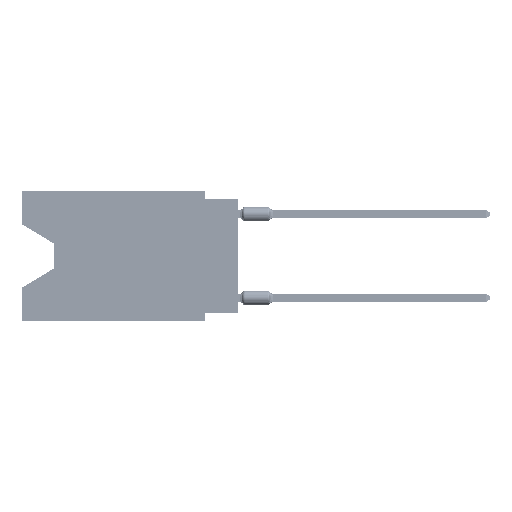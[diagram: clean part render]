
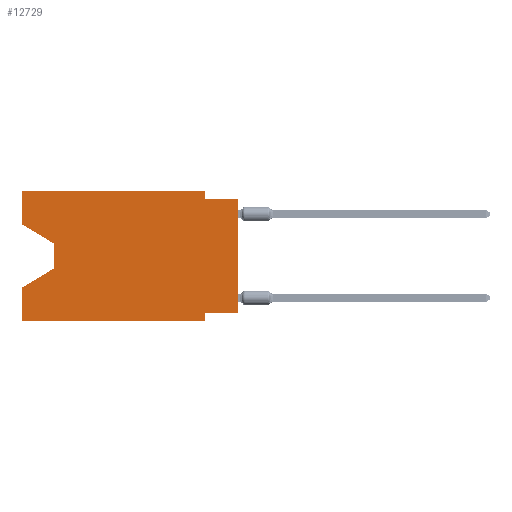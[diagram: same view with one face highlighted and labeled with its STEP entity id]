
A CAD part, left-side view. The second image highlights one B-rep face of the part: STEP entity #12729.
In plain terms, the highlighted planar face has unit normal (-1, 0, 0).
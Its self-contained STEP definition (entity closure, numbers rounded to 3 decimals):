
#810 = LINE ( 'NONE', #6463, #7168 ) ;
#3520 = DIRECTION ( 'NONE',  ( 0., 0., -1. ) ) ;
#4004 = VERTEX_POINT ( 'NONE', #74294 ) ;
#4167 = CARTESIAN_POINT ( 'NONE',  ( 0., 16.383, 0. ) ) ;
#5556 = DIRECTION ( 'NONE',  ( 0., -0.855, -0.519 ) ) ;
#5615 = DIRECTION ( 'NONE',  ( 0., 0.855, -0.519 ) ) ;
#5624 = CARTESIAN_POINT ( 'NONE',  ( 0., 0., -0.635 ) ) ;
#5982 = LINE ( 'NONE', #63028, #7381 ) ;
#6463 = CARTESIAN_POINT ( 'NONE',  ( 0., 16.383, 0. ) ) ;
#7044 = LINE ( 'NONE', #58421, #46388 ) ;
#7168 = VECTOR ( 'NONE', #22750, 1000. ) ;
#7381 = VECTOR ( 'NONE', #5615, 1000. ) ;
#8822 = LINE ( 'NONE', #37524, #40318 ) ;
#8829 = ORIENTED_EDGE ( 'NONE', *, *, #12071, .T. ) ;
#10496 = CARTESIAN_POINT ( 'NONE',  ( 0., 0., -9.271 ) ) ;
#12030 = EDGE_CURVE ( 'NONE', #39426, #58906, #7044, .T. ) ;
#12071 = EDGE_CURVE ( 'NONE', #69424, #4004, #28981, .T. ) ;
#12590 = DIRECTION ( 'NONE',  ( 0., 0., -1. ) ) ;
#12729 = ADVANCED_FACE ( 'NONE', ( #68081 ), #16725, .F. ) ;
#13075 = CARTESIAN_POINT ( 'NONE',  ( 0., 0., -9.271 ) ) ;
#13819 = CARTESIAN_POINT ( 'NONE',  ( 0., 16.383, -2.546 ) ) ;
#14636 = EDGE_CURVE ( 'NONE', #60215, #52012, #810, .T. ) ;
#15424 = DIRECTION ( 'NONE',  ( 0., 1., 0. ) ) ;
#16725 = PLANE ( 'NONE',  #53674 ) ;
#18013 = CARTESIAN_POINT ( 'NONE',  ( 0., 16.383, -2.546 ) ) ;
#18242 = CARTESIAN_POINT ( 'NONE',  ( 0., 2.54, -0.635 ) ) ;
#18306 = ORIENTED_EDGE ( 'NONE', *, *, #57200, .T. ) ;
#18715 = DIRECTION ( 'NONE',  ( 0., -1., 0. ) ) ;
#18860 = ORIENTED_EDGE ( 'NONE', *, *, #56679, .T. ) ;
#19131 = DIRECTION ( 'NONE',  ( 0., 0., 1. ) ) ;
#19701 = VERTEX_POINT ( 'NONE', #59192 ) ;
#20332 = LINE ( 'NONE', #10496, #21154 ) ;
#21154 = VECTOR ( 'NONE', #15424, 1000. ) ;
#22750 = DIRECTION ( 'NONE',  ( 0., -1., 0. ) ) ;
#23012 = LINE ( 'NONE', #5624, #47325 ) ;
#23493 = VECTOR ( 'NONE', #25707, 1000. ) ;
#23568 = LINE ( 'NONE', #64319, #29274 ) ;
#24048 = CARTESIAN_POINT ( 'NONE',  ( 0., 16.383, -7.36 ) ) ;
#25707 = DIRECTION ( 'NONE',  ( 0., 0., 1. ) ) ;
#28168 = ORIENTED_EDGE ( 'NONE', *, *, #12030, .F. ) ;
#28981 = LINE ( 'NONE', #64812, #52374 ) ;
#29274 = VECTOR ( 'NONE', #12590, 1000. ) ;
#29413 = CARTESIAN_POINT ( 'NONE',  ( 0., 2.54, -9.271 ) ) ;
#29463 = EDGE_CURVE ( 'NONE', #52012, #42055, #8822, .T. ) ;
#29872 = EDGE_CURVE ( 'NONE', #36403, #60215, #61556, .T. ) ;
#31535 = LINE ( 'NONE', #47420, #61588 ) ;
#31706 = VERTEX_POINT ( 'NONE', #13075 ) ;
#34279 = LINE ( 'NONE', #18013, #64566 ) ;
#35761 = DIRECTION ( 'NONE',  ( 0., 0., -1. ) ) ;
#36403 = VERTEX_POINT ( 'NONE', #13819 ) ;
#37524 = CARTESIAN_POINT ( 'NONE',  ( 0., 2.54, 0. ) ) ;
#39396 = DIRECTION ( 'NONE',  ( 1., 0., 0. ) ) ;
#39426 = VERTEX_POINT ( 'NONE', #49205 ) ;
#40318 = VECTOR ( 'NONE', #49238, 1000. ) ;
#40899 = EDGE_CURVE ( 'NONE', #42410, #19701, #23568, .T. ) ;
#41107 = EDGE_CURVE ( 'NONE', #42055, #66696, #23012, .T. ) ;
#42055 = VERTEX_POINT ( 'NONE', #18242 ) ;
#42410 = VERTEX_POINT ( 'NONE', #29413 ) ;
#43083 = CARTESIAN_POINT ( 'NONE',  ( 0., 16.383, 0. ) ) ;
#45312 = DIRECTION ( 'NONE',  ( 0., -1., 0. ) ) ;
#46388 = VECTOR ( 'NONE', #19131, 1000. ) ;
#46528 = EDGE_CURVE ( 'NONE', #31706, #42410, #20332, .T. ) ;
#47325 = VECTOR ( 'NONE', #45312, 1000. ) ;
#47420 = CARTESIAN_POINT ( 'NONE',  ( 0., 16.383, -9.906 ) ) ;
#47902 = EDGE_CURVE ( 'NONE', #36403, #69424, #34279, .T. ) ;
#49205 = CARTESIAN_POINT ( 'NONE',  ( 0., 16.383, -9.906 ) ) ;
#49238 = DIRECTION ( 'NONE',  ( 0., 0., -1. ) ) ;
#49446 = LINE ( 'NONE', #72462, #62499 ) ;
#52012 = VERTEX_POINT ( 'NONE', #62813 ) ;
#52374 = VECTOR ( 'NONE', #35761, 1000. ) ;
#53674 = AXIS2_PLACEMENT_3D ( 'NONE', #62045, #39396, #3520 ) ;
#56679 = EDGE_CURVE ( 'NONE', #39426, #19701, #31535, .T. ) ;
#57200 = EDGE_CURVE ( 'NONE', #4004, #58906, #5982, .T. ) ;
#57806 = ORIENTED_EDGE ( 'NONE', *, *, #41107, .F. ) ;
#58421 = CARTESIAN_POINT ( 'NONE',  ( 0., 16.383, 0. ) ) ;
#58428 = ORIENTED_EDGE ( 'NONE', *, *, #29463, .F. ) ;
#58755 = ORIENTED_EDGE ( 'NONE', *, *, #47902, .T. ) ;
#58906 = VERTEX_POINT ( 'NONE', #24048 ) ;
#59192 = CARTESIAN_POINT ( 'NONE',  ( 0., 2.54, -9.906 ) ) ;
#59369 = ORIENTED_EDGE ( 'NONE', *, *, #40899, .F. ) ;
#60026 = ORIENTED_EDGE ( 'NONE', *, *, #14636, .F. ) ;
#60215 = VERTEX_POINT ( 'NONE', #4167 ) ;
#61556 = LINE ( 'NONE', #43083, #23493 ) ;
#61588 = VECTOR ( 'NONE', #18715, 1000. ) ;
#61948 = EDGE_LOOP ( 'NONE', ( #58755, #8829, #18306, #28168, #18860, #59369, #63056, #73795, #57806, #58428, #60026, #69926 ) ) ;
#62045 = CARTESIAN_POINT ( 'NONE',  ( 0., 16.383, 0. ) ) ;
#62499 = VECTOR ( 'NONE', #72848, 1000. ) ;
#62813 = CARTESIAN_POINT ( 'NONE',  ( 0., 2.54, 0. ) ) ;
#63028 = CARTESIAN_POINT ( 'NONE',  ( 0., 13.97, -5.893 ) ) ;
#63056 = ORIENTED_EDGE ( 'NONE', *, *, #46528, .F. ) ;
#64319 = CARTESIAN_POINT ( 'NONE',  ( 0., 2.54, -9.906 ) ) ;
#64566 = VECTOR ( 'NONE', #5556, 1000. ) ;
#64812 = CARTESIAN_POINT ( 'NONE',  ( 0., 13.97, -4.013 ) ) ;
#65300 = CARTESIAN_POINT ( 'NONE',  ( 0., 0., -0.635 ) ) ;
#66696 = VERTEX_POINT ( 'NONE', #65300 ) ;
#67568 = EDGE_CURVE ( 'NONE', #31706, #66696, #49446, .T. ) ;
#68081 = FACE_OUTER_BOUND ( 'NONE', #61948, .T. ) ;
#69424 = VERTEX_POINT ( 'NONE', #71656 ) ;
#69926 = ORIENTED_EDGE ( 'NONE', *, *, #29872, .F. ) ;
#71656 = CARTESIAN_POINT ( 'NONE',  ( 0., 13.97, -4.013 ) ) ;
#72462 = CARTESIAN_POINT ( 'NONE',  ( 0., 0., 0. ) ) ;
#72848 = DIRECTION ( 'NONE',  ( 0., 0., 1. ) ) ;
#73795 = ORIENTED_EDGE ( 'NONE', *, *, #67568, .T. ) ;
#74294 = CARTESIAN_POINT ( 'NONE',  ( 0., 13.97, -5.893 ) ) ;
